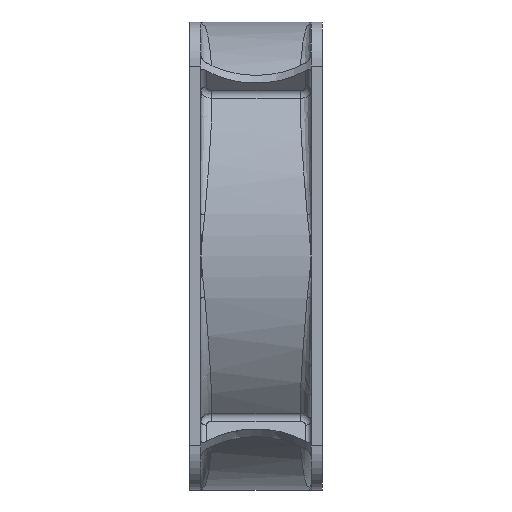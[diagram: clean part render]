
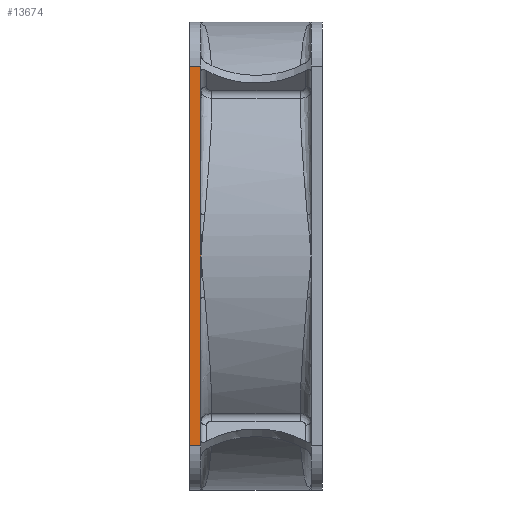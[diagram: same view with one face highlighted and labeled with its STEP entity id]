
A CAD part, left-side view. The second image highlights one B-rep face of the part: STEP entity #13674.
In plain terms, the highlighted planar face has unit normal (-1, 0, 0).
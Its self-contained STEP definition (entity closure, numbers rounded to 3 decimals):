
#13674 = ADVANCED_FACE ( 'NONE', ( #20613 ), #21566, .F. ) ;
#15286 = AXIS2_PLACEMENT_3D ( 'NONE', #21558, #21568, #21569 ) ;
#15571 = EDGE_LOOP ( 'NONE', ( #17408, #17409, #17410, #17411, #17412, #17413, #17414 ) ) ;
#15910 = VERTEX_POINT ( 'NONE', #25676 ) ;
#15926 = VERTEX_POINT ( 'NONE', #25692 ) ;
#15934 = VERTEX_POINT ( 'NONE', #25700 ) ;
#15939 = VERTEX_POINT ( 'NONE', #25705 ) ;
#16663 = VERTEX_POINT ( 'NONE', #28755 ) ;
#16678 = VERTEX_POINT ( 'NONE', #28785 ) ;
#16680 = VERTEX_POINT ( 'NONE', #28792 ) ;
#17144 = EDGE_CURVE ( 'NONE', #15934, #15926, #21007, .T. ) ;
#17155 = EDGE_CURVE ( 'NONE', #15939, #16663, #21018, .T. ) ;
#17168 = EDGE_CURVE ( 'NONE', #16678, #16680, #21031, .T. ) ;
#17172 = EDGE_CURVE ( 'NONE', #15910, #15939, #27317, .T. ) ;
#17173 = EDGE_CURVE ( 'NONE', #16663, #16680, #21038, .T. ) ;
#17174 = EDGE_CURVE ( 'NONE', #16678, #15934, #21037, .T. ) ;
#17175 = EDGE_CURVE ( 'NONE', #15926, #15910, #27318, .T. ) ;
#17408 = ORIENTED_EDGE ( 'NONE', *, *, #17172, .T. ) ;
#17409 = ORIENTED_EDGE ( 'NONE', *, *, #17155, .T. ) ;
#17410 = ORIENTED_EDGE ( 'NONE', *, *, #17173, .T. ) ;
#17411 = ORIENTED_EDGE ( 'NONE', *, *, #17168, .F. ) ;
#17412 = ORIENTED_EDGE ( 'NONE', *, *, #17174, .T. ) ;
#17413 = ORIENTED_EDGE ( 'NONE', *, *, #17144, .T. ) ;
#17414 = ORIENTED_EDGE ( 'NONE', *, *, #17175, .T. ) ;
#20613 = FACE_OUTER_BOUND ( 'NONE', #15571, .T. ) ;
#21007 = LINE ( 'NONE', #29022, #21009 ) ;
#21009 = VECTOR ( 'NONE', #29024, 1000. ) ;
#21018 = LINE ( 'NONE', #29066, #21020 ) ;
#21020 = VECTOR ( 'NONE', #29065, 1000. ) ;
#21031 = LINE ( 'NONE', #29308, #21033 ) ;
#21033 = VECTOR ( 'NONE', #29309, 1000. ) ;
#21037 = LINE ( 'NONE', #29332, #29913 ) ;
#21038 = LINE ( 'NONE', #29330, #21039 ) ;
#21039 = VECTOR ( 'NONE', #29331, 1000. ) ;
#21558 = CARTESIAN_POINT ( 'NONE',  ( -42.5, 12., 42.5 ) ) ;
#21566 = PLANE ( 'NONE',  #15286 ) ;
#21568 = DIRECTION ( 'NONE',  ( 1., 0., 0. ) ) ;
#21569 = DIRECTION ( 'NONE',  ( 0., 0., -1. ) ) ;
#25676 = CARTESIAN_POINT ( 'NONE',  ( -42.5, 10., 0. ) ) ;
#25692 = CARTESIAN_POINT ( 'NONE',  ( -42.5, 10., -7.709 ) ) ;
#25700 = CARTESIAN_POINT ( 'NONE',  ( -42.5, 10., -34.5 ) ) ;
#25705 = CARTESIAN_POINT ( 'NONE',  ( -42.5, 10., 7.709 ) ) ;
#27317 = B_SPLINE_CURVE_WITH_KNOTS ( 'NONE', 3,
 ( #29322, #29323, #29328, #29329 ),
 .UNSPECIFIED., .F., .F.,
 ( 4, 4 ),
 ( 0., 1. ),
 .UNSPECIFIED. ) ;
#27318 = B_SPLINE_CURVE_WITH_KNOTS ( 'NONE', 3,
 ( #29318, #29327, #29336, #29337 ),
 .UNSPECIFIED., .F., .F.,
 ( 4, 4 ),
 ( 0., 1. ),
 .UNSPECIFIED. ) ;
#28755 = CARTESIAN_POINT ( 'NONE',  ( -42.5, 10., 34.5 ) ) ;
#28785 = CARTESIAN_POINT ( 'NONE',  ( -42.5, 12., -34.5 ) ) ;
#28792 = CARTESIAN_POINT ( 'NONE',  ( -42.5, 12., 34.5 ) ) ;
#29022 = CARTESIAN_POINT ( 'NONE',  ( -42.5, 10., 42.5 ) ) ;
#29024 = DIRECTION ( 'NONE',  ( 0., 0., 1. ) ) ;
#29065 = DIRECTION ( 'NONE',  ( 0., 0., 1. ) ) ;
#29066 = CARTESIAN_POINT ( 'NONE',  ( -42.5, 10., 42.5 ) ) ;
#29308 = CARTESIAN_POINT ( 'NONE',  ( -42.5, 12., 42.5 ) ) ;
#29309 = DIRECTION ( 'NONE',  ( 0., 0., 1. ) ) ;
#29318 = CARTESIAN_POINT ( 'NONE',  ( -42.5, 10., -7.709 ) ) ;
#29322 = CARTESIAN_POINT ( 'NONE',  ( -42.5, 10., 0. ) ) ;
#29323 = CARTESIAN_POINT ( 'NONE',  ( -42.5, 10., 2.57 ) ) ;
#29327 = CARTESIAN_POINT ( 'NONE',  ( -42.5, 10., -5.139 ) ) ;
#29328 = CARTESIAN_POINT ( 'NONE',  ( -42.5, 10., 5.139 ) ) ;
#29329 = CARTESIAN_POINT ( 'NONE',  ( -42.5, 10., 7.709 ) ) ;
#29330 = CARTESIAN_POINT ( 'NONE',  ( -42.5, 12., 34.5 ) ) ;
#29331 = DIRECTION ( 'NONE',  ( 0., 1., 0. ) ) ;
#29332 = CARTESIAN_POINT ( 'NONE',  ( -42.5, 12., -34.5 ) ) ;
#29333 = DIRECTION ( 'NONE',  ( 0., -1., 0. ) ) ;
#29336 = CARTESIAN_POINT ( 'NONE',  ( -42.5, 10., -2.57 ) ) ;
#29337 = CARTESIAN_POINT ( 'NONE',  ( -42.5, 10., 0. ) ) ;
#29913 = VECTOR ( 'NONE', #29333, 1000. ) ;
